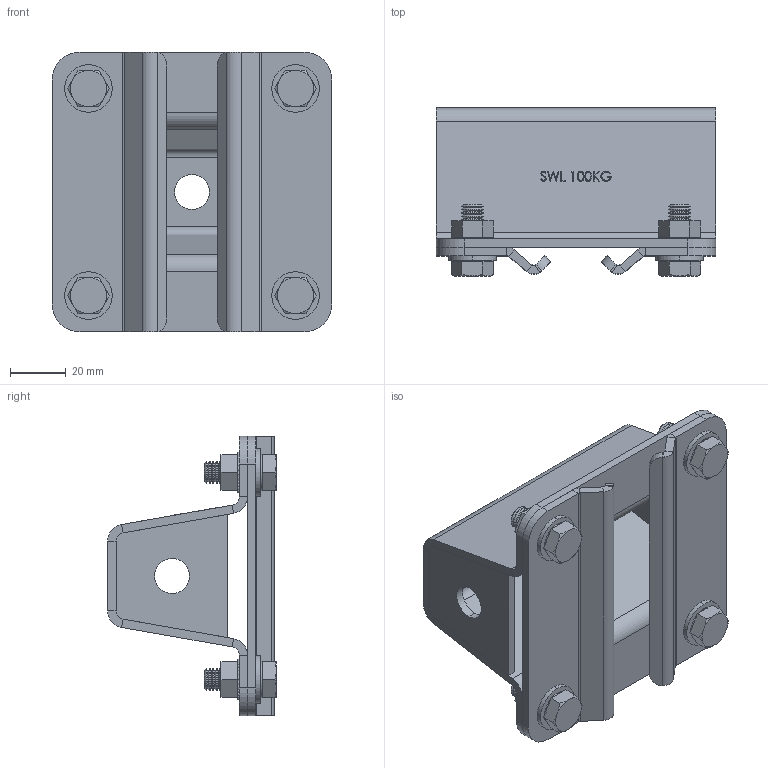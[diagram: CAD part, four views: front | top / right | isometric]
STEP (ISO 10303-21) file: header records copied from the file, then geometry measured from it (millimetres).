
FILE_DESCRIPTION (( 'STEP AP203' ), '1' );
FILE_NAME ('T84116.STEP', '2018-09-18T09:06:17', ( '' ), ( '' ), 'SwSTEP 2.0', 'SolidWorks 2016', '' );
FILE_SCHEMA (( 'CONFIG_CONTROL_DESIGN' ));
Length unit declared in the file: millimetre
Products named in the file (8): T84116; TH1360; Hex Screw GradeC_Doughty Fastners_ISO 4018 - M8 x 20-WS; TH1485; TH1273; TH3419; A Washer_Bright washer BS 4320 - M8 (Form A); F936
Assembly tree (18 placements, depth 3):
  T84116
    TH3419
      TH1360
      TH1485  x2
    A Washer_Bright washer BS 4320 - M8 (Form A)  x4
    F936  x4
    Hex Screw GradeC_Doughty Fastners_ISO 4018 - M8 x 20-WS  x4
    TH1273  x2
Bounding box: 100 x 60.27 x 100 mm (x, y, z)
Volume: 93319.6 mm3; surface area: 70385.5 mm2
Topology: 17 solids, 17 shells, 1131 faces, 2905 edges, 1822 vertices
Faces by surface type: cylinder 487, plane 326, cone 272, bspline 46
Entity records: 16686 total; most frequent: CARTESIAN_POINT 5291, DIRECTION 2186, ORIENTED_EDGE 2140, EDGE_CURVE 1070, AXIS2_PLACEMENT_3D 823, VERTEX_POINT 674, LINE 540, VECTOR 540
